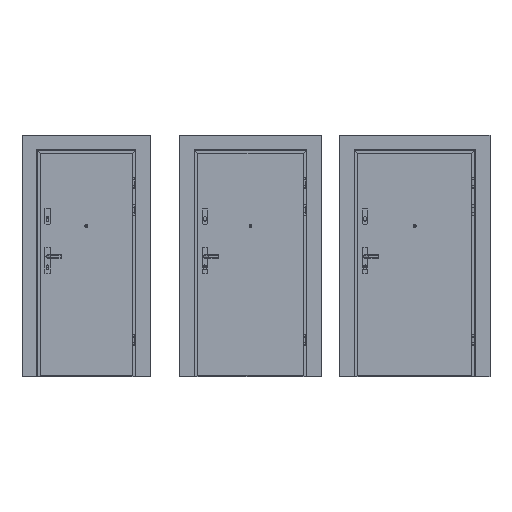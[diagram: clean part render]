
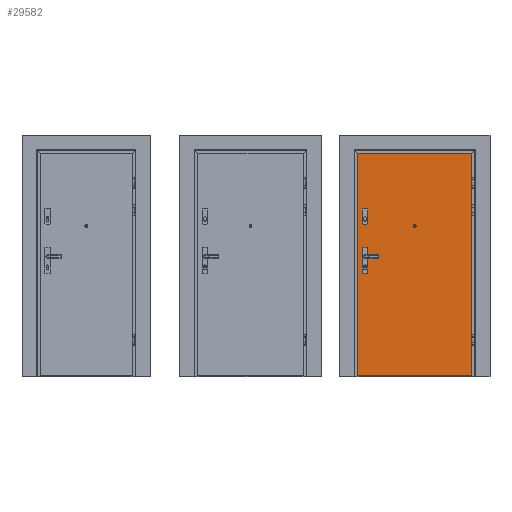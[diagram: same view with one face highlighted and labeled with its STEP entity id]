
A CAD part, front view. The second image highlights one B-rep face of the part: STEP entity #29582.
In plain terms, the highlighted planar face has unit normal (0, -1, 0).
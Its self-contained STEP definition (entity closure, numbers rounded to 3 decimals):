
#8611=LINE('',#153271,#16635);
#8615=LINE('',#153283,#16639);
#8616=LINE('',#153287,#16640);
#8617=LINE('',#153290,#16641);
#8618=LINE('',#153295,#16642);
#8619=LINE('',#153298,#16643);
#8620=LINE('',#153300,#16644);
#8621=LINE('',#153302,#16645);
#16635=VECTOR('',#114282,1.);
#16639=VECTOR('',#114290,1.);
#16640=VECTOR('',#114293,1.);
#16641=VECTOR('',#114296,1.);
#16642=VECTOR('',#114299,1.);
#16643=VECTOR('',#114302,1.);
#16644=VECTOR('',#114303,1.);
#16645=VECTOR('',#114304,1.);
#24893=PLANE('',#94183);
#29582=ADVANCED_FACE('',(#35099,#35100,#35101,#35102),#24893,.T.);
#35099=FACE_BOUND('',#41106,.T.);
#35100=FACE_BOUND('',#41107,.T.);
#35101=FACE_BOUND('',#41108,.T.);
#35102=FACE_BOUND('',#41109,.T.);
#41106=EDGE_LOOP('',(#63947,#63948,#63949,#63950));
#41107=EDGE_LOOP('',(#63951));
#41108=EDGE_LOOP('',(#63952,#63953,#63954,#63955));
#41109=EDGE_LOOP('',(#63956,#63957,#63958,#63959));
#63947=ORIENTED_EDGE('',*,*,#85150,.F.);
#63948=ORIENTED_EDGE('',*,*,#85151,.F.);
#63949=ORIENTED_EDGE('',*,*,#85152,.F.);
#63950=ORIENTED_EDGE('',*,*,#85153,.F.);
#63951=ORIENTED_EDGE('',*,*,#85154,.F.);
#63952=ORIENTED_EDGE('',*,*,#85155,.T.);
#63953=ORIENTED_EDGE('',*,*,#85156,.T.);
#63954=ORIENTED_EDGE('',*,*,#85157,.T.);
#63955=ORIENTED_EDGE('',*,*,#85158,.T.);
#63956=ORIENTED_EDGE('',*,*,#85159,.F.);
#63957=ORIENTED_EDGE('',*,*,#85146,.F.);
#63958=ORIENTED_EDGE('',*,*,#85160,.F.);
#63959=ORIENTED_EDGE('',*,*,#85161,.F.);
#73388=VERTEX_POINT('',#153272);
#73389=VERTEX_POINT('',#153273);
#73392=VERTEX_POINT('',#153281);
#73393=VERTEX_POINT('',#153282);
#73394=VERTEX_POINT('',#153284);
#73395=VERTEX_POINT('',#153286);
#73396=VERTEX_POINT('',#153289);
#73397=VERTEX_POINT('',#153291);
#73398=VERTEX_POINT('',#153292);
#73399=VERTEX_POINT('',#153294);
#73400=VERTEX_POINT('',#153296);
#73401=VERTEX_POINT('',#153299);
#73402=VERTEX_POINT('',#153301);
#85146=EDGE_CURVE('',#73388,#73389,#8611,.T.);
#85150=EDGE_CURVE('',#73392,#73393,#87960,.T.);
#85151=EDGE_CURVE('',#73394,#73392,#8615,.T.);
#85152=EDGE_CURVE('',#73395,#73394,#87961,.T.);
#85153=EDGE_CURVE('',#73393,#73395,#8616,.T.);
#85154=EDGE_CURVE('',#73396,#73396,#87962,.T.);
#85155=EDGE_CURVE('',#73397,#73398,#8617,.T.);
#85156=EDGE_CURVE('',#73398,#73399,#87963,.T.);
#85157=EDGE_CURVE('',#73399,#73400,#8618,.T.);
#85158=EDGE_CURVE('',#73400,#73397,#87964,.T.);
#85159=EDGE_CURVE('',#73389,#73401,#8619,.T.);
#85160=EDGE_CURVE('',#73402,#73388,#8620,.T.);
#85161=EDGE_CURVE('',#73401,#73402,#8621,.T.);
#87960=CIRCLE('',#94178,98.321);
#87961=CIRCLE('',#94179,98.321);
#87962=CIRCLE('',#94180,13.);
#87963=CIRCLE('',#94181,98.321);
#87964=CIRCLE('',#94182,98.321);
#94178=AXIS2_PLACEMENT_3D('',#153280,#114288,#114289);
#94179=AXIS2_PLACEMENT_3D('',#153285,#114291,#114292);
#94180=AXIS2_PLACEMENT_3D('',#153288,#114294,#114295);
#94181=AXIS2_PLACEMENT_3D('',#153293,#114297,#114298);
#94182=AXIS2_PLACEMENT_3D('',#153297,#114300,#114301);
#94183=AXIS2_PLACEMENT_3D('',#153303,#114305,#114306);
#114282=DIRECTION('',(-1.,0.,0.));
#114288=DIRECTION('',(0.,-1.,0.));
#114289=DIRECTION('',(-1.,0.,0.));
#114290=DIRECTION('',(0.,0.,1.));
#114291=DIRECTION('',(0.,-1.,0.));
#114292=DIRECTION('',(-1.,0.,0.));
#114293=DIRECTION('',(0.,0.,-1.));
#114294=DIRECTION('',(0.,-1.,0.));
#114295=DIRECTION('',(0.,0.,-1.));
#114296=DIRECTION('',(0.,0.,-1.));
#114297=DIRECTION('',(0.,1.,0.));
#114298=DIRECTION('',(-1.,0.,0.));
#114299=DIRECTION('',(0.,0.,1.));
#114300=DIRECTION('',(0.,1.,0.));
#114301=DIRECTION('',(-1.,0.,0.));
#114302=DIRECTION('',(0.,0.,1.));
#114303=DIRECTION('',(0.,0.,-1.));
#114304=DIRECTION('',(1.,0.,0.));
#114305=DIRECTION('',(0.,-1.,0.));
#114306=DIRECTION('',(0.,0.,-1.));
#153271=CARTESIAN_POINT('',(2553.,-50.,2.));
#153272=CARTESIAN_POINT('',(3522.,-50.,2.));
#153273=CARTESIAN_POINT('',(2478.,-50.,2.));
#153280=CARTESIAN_POINT('',(2546.,-50.,1428.679));
#153281=CARTESIAN_POINT('',(2572.,-50.,1523.5));
#153282=CARTESIAN_POINT('',(2520.,-50.,1523.5));
#153283=CARTESIAN_POINT('',(2572.,-50.,1523.5));
#153284=CARTESIAN_POINT('',(2572.,-50.,1385.5));
#153285=CARTESIAN_POINT('',(2546.,-50.,1480.321));
#153286=CARTESIAN_POINT('',(2520.,-50.,1385.5));
#153287=CARTESIAN_POINT('',(2520.,-50.,1385.5));
#153288=CARTESIAN_POINT('',(3000.,-50.,1367.));
#153289=CARTESIAN_POINT('',(3000.,-50.,1354.));
#153290=CARTESIAN_POINT('',(2572.,-50.,1171.5));
#153291=CARTESIAN_POINT('',(2572.,-50.,1171.5));
#153292=CARTESIAN_POINT('',(2572.,-50.,936.5));
#153293=CARTESIAN_POINT('',(2546.,-50.,1031.321));
#153294=CARTESIAN_POINT('',(2520.,-50.,936.5));
#153295=CARTESIAN_POINT('',(2520.,-50.,936.5));
#153296=CARTESIAN_POINT('',(2520.,-50.,1171.5));
#153297=CARTESIAN_POINT('',(2546.,-50.,1076.679));
#153298=CARTESIAN_POINT('',(2478.,-50.,-15.));
#153299=CARTESIAN_POINT('',(2478.,-50.,2032.));
#153300=CARTESIAN_POINT('',(3522.,-50.,-15.));
#153301=CARTESIAN_POINT('',(3522.,-50.,2032.));
#153302=CARTESIAN_POINT('',(2553.,-50.,2032.));
#153303=CARTESIAN_POINT('',(3000.,-50.,0.));
